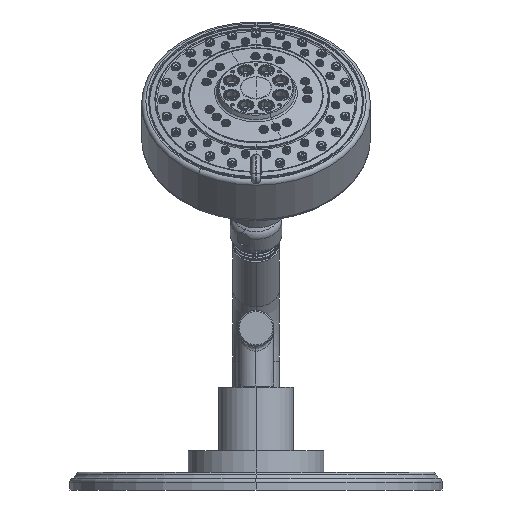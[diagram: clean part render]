
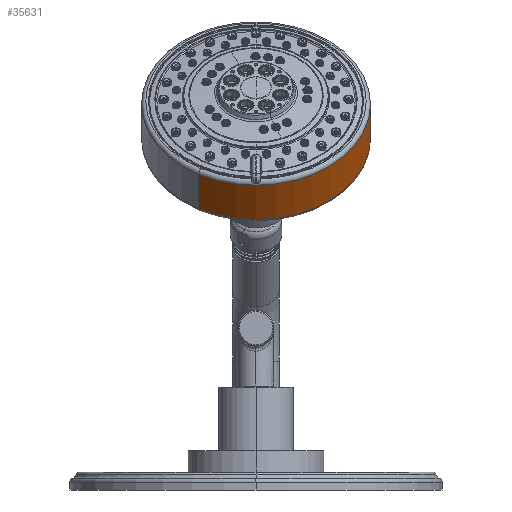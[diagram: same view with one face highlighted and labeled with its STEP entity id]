
A CAD part, front view. The second image highlights one B-rep face of the part: STEP entity #35631.
In plain terms, the highlighted cylindrical face has radius 50.8 mm (diameter 101.6 mm), a partial arc.
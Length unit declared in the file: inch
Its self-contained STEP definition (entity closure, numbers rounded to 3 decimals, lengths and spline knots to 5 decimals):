
#12010=CARTESIAN_POINT('',(0.,8.23764,6.73723));
#12011=DIRECTION('',(0.,0.707,-0.707));
#12012=DIRECTION('',(0.5,0.612,0.612));
#12013=AXIS2_PLACEMENT_3D('',#12010,#12011,#12012);
#12015=CARTESIAN_POINT('',(0.,8.8345,6.14038));
#12016=DIRECTION('',(0.,-0.707,0.707));
#12017=DIRECTION('',(-0.5,-0.612,-0.612));
#12018=AXIS2_PLACEMENT_3D('',#12015,#12016,#12017);
#12025=DIRECTION('',(0.,-0.707,0.707));
#12026=VECTOR('',#12025,0.84408);
#12027=CARTESIAN_POINT('',(-1.,7.60975,4.91563));
#12028=LINE('',#12027,#12026);
#12034=DIRECTION('',(0.,-0.707,0.707));
#12035=VECTOR('',#12034,0.84408);
#12036=CARTESIAN_POINT('',(1.,10.05924,7.36512));
#12037=LINE('',#12036,#12035);
#32915=CARTESIAN_POINT('',(-1.,7.60975,4.91563));
#32917=VERTEX_POINT('',#32915);
#32919=CARTESIAN_POINT('',(1.,10.05924,7.36512));
#32921=VERTEX_POINT('',#32919);
#32934=CARTESIAN_POINT('',(1.,9.46239,7.96198));
#32935=CARTESIAN_POINT('',(-1.,7.0129,5.51249));
#32936=VERTEX_POINT('',#32934);
#32937=VERTEX_POINT('',#32935);
#35617=CARTESIAN_POINT('',(0.,9.38823,5.58664));
#35618=DIRECTION('',(0.,-0.707,0.707));
#35619=DIRECTION('',(-0.5,-0.612,-0.612));
#35620=AXIS2_PLACEMENT_3D('',#35617,#35618,#35619);
#35621=CYLINDRICAL_SURFACE('',#35620,2.);
#35622=ORIENTED_EDGE('',*,*,#35607,.F.);
#35624=ORIENTED_EDGE('',*,*,#35623,.F.);
#35626=ORIENTED_EDGE('',*,*,#35625,.F.);
#35628=ORIENTED_EDGE('',*,*,#35627,.T.);
#35629=EDGE_LOOP('',(#35622,#35624,#35626,#35628));
#35630=FACE_OUTER_BOUND('',#35629,.F.);
#35631=ADVANCED_FACE('',(#35630),#35621,.T.);
#12014=CIRCLE('',#12013,2.);
#12019=CIRCLE('',#12018,2.);
#35607=EDGE_CURVE('',#32936,#32937,#12014,.T.);
#35623=EDGE_CURVE('',#32921,#32936,#12037,.T.);
#35625=EDGE_CURVE('',#32917,#32921,#12019,.T.);
#35627=EDGE_CURVE('',#32917,#32937,#12028,.T.);
